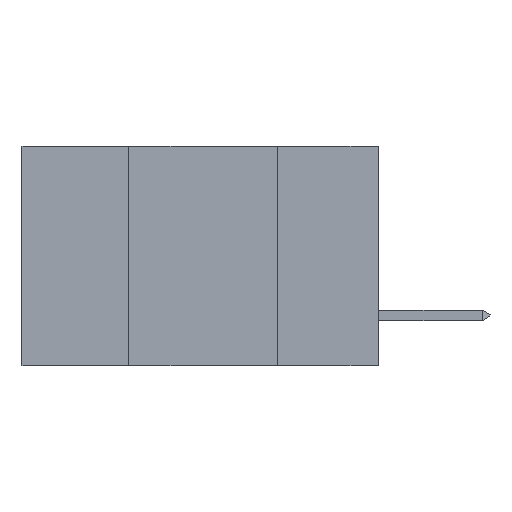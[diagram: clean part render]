
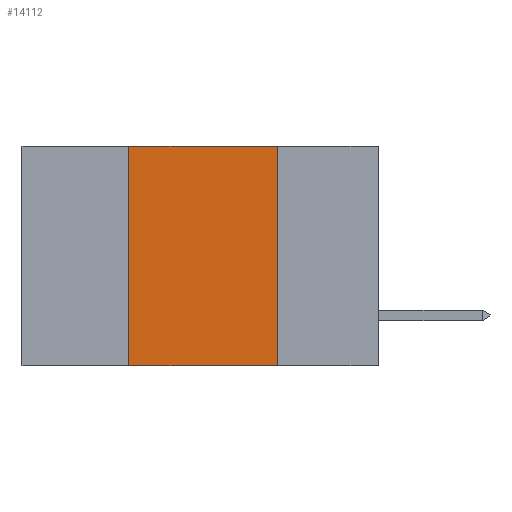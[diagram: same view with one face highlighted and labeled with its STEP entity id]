
A CAD part, left-side view. The second image highlights one B-rep face of the part: STEP entity #14112.
In plain terms, the highlighted planar face has unit normal (-1, 0, 0).
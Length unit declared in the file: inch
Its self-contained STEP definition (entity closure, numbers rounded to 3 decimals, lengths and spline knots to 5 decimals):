
#187 = VERTEX_POINT ( 'NONE', #15062 ) ;
#1220 = LINE ( 'NONE', #20957, #16130 ) ;
#1918 = DIRECTION ( 'NONE',  ( 0., -1., 0. ) ) ;
#2227 = VERTEX_POINT ( 'NONE', #8154 ) ;
#2568 = CARTESIAN_POINT ( 'NONE',  ( 0., 0.42, 0. ) ) ;
#2958 = DIRECTION ( 'NONE',  ( 0., 0., 1. ) ) ;
#3181 = EDGE_CURVE ( 'NONE', #2227, #187, #13506, .T. ) ;
#3807 = VECTOR ( 'NONE', #18731, 39.37008 ) ;
#4419 = PLANE ( 'NONE',  #4880 ) ;
#4880 = AXIS2_PLACEMENT_3D ( 'NONE', #14148, #19089, #12515 ) ;
#5173 = ORIENTED_EDGE ( 'NONE', *, *, #7894, .F. ) ;
#5701 = VERTEX_POINT ( 'NONE', #2568 ) ;
#5762 = EDGE_LOOP ( 'NONE', ( #16559, #5173, #6340, #14626 ) ) ;
#6258 = LINE ( 'NONE', #13416, #18712 ) ;
#6340 = ORIENTED_EDGE ( 'NONE', *, *, #13642, .F. ) ;
#7894 = EDGE_CURVE ( 'NONE', #5701, #2227, #18004, .T. ) ;
#8154 = CARTESIAN_POINT ( 'NONE',  ( 0., 0.17, 0. ) ) ;
#10548 = CARTESIAN_POINT ( 'NONE',  ( 0., 0.17, 0. ) ) ;
#12515 = DIRECTION ( 'NONE',  ( 0., 0., -1. ) ) ;
#13121 = EDGE_CURVE ( 'NONE', #15776, #187, #6258, .T. ) ;
#13416 = CARTESIAN_POINT ( 'NONE',  ( 0., 0.6, -0.37 ) ) ;
#13506 = LINE ( 'NONE', #10548, #19634 ) ;
#13611 = CARTESIAN_POINT ( 'NONE',  ( 0., 0.42, -0.37 ) ) ;
#13642 = EDGE_CURVE ( 'NONE', #15776, #5701, #1220, .T. ) ;
#14112 = ADVANCED_FACE ( 'NONE', ( #20995 ), #4419, .F. ) ;
#14148 = CARTESIAN_POINT ( 'NONE',  ( 0., 0.6, 0. ) ) ;
#14626 = ORIENTED_EDGE ( 'NONE', *, *, #13121, .T. ) ;
#15062 = CARTESIAN_POINT ( 'NONE',  ( 0., 0.17, -0.37 ) ) ;
#15776 = VERTEX_POINT ( 'NONE', #13611 ) ;
#16130 = VECTOR ( 'NONE', #2958, 39.37008 ) ;
#16559 = ORIENTED_EDGE ( 'NONE', *, *, #3181, .F. ) ;
#18004 = LINE ( 'NONE', #18232, #3807 ) ;
#18232 = CARTESIAN_POINT ( 'NONE',  ( 0., 0.6, 0. ) ) ;
#18712 = VECTOR ( 'NONE', #1918, 39.37008 ) ;
#18731 = DIRECTION ( 'NONE',  ( 0., -1., 0. ) ) ;
#18771 = DIRECTION ( 'NONE',  ( 0., 0., -1. ) ) ;
#19089 = DIRECTION ( 'NONE',  ( 1., 0., 0. ) ) ;
#19634 = VECTOR ( 'NONE', #18771, 39.37008 ) ;
#20957 = CARTESIAN_POINT ( 'NONE',  ( 0., 0.42, 0. ) ) ;
#20995 = FACE_OUTER_BOUND ( 'NONE', #5762, .T. ) ;
